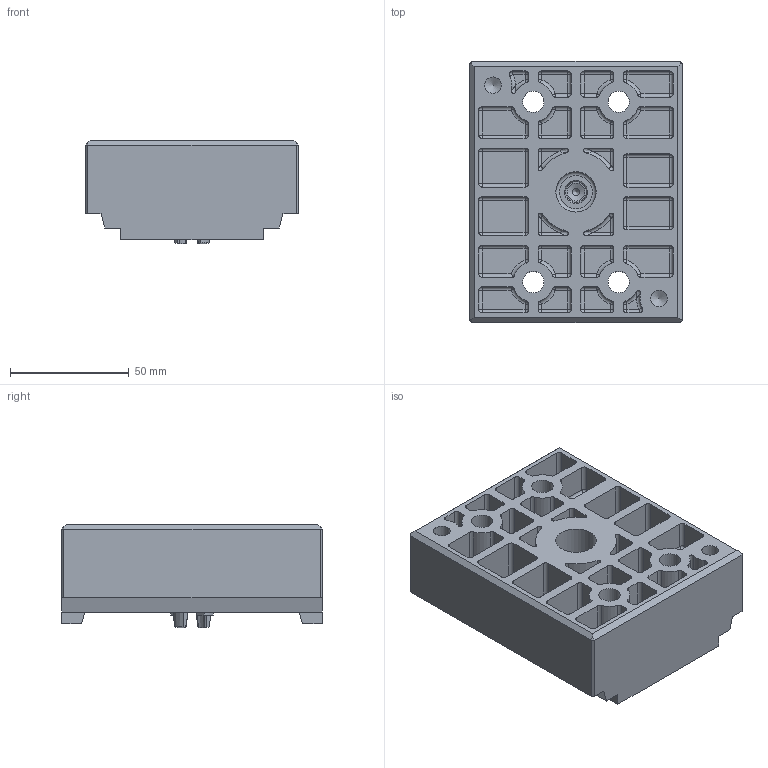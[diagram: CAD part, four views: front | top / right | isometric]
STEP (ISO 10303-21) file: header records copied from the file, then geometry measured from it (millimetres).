
FILE_DESCRIPTION(('STEP AP214'),'1');
FILE_NAME('Stock Cavity AM.stp','2016-09-22T09:39:10',(' '),(' '),'Spatial InterOp 3D',' ',' ');
FILE_SCHEMA(('automotive_design'));
Length unit declared in the file: millimetre
Products named in the file (1): Stock Cavity AM (derived)
Bounding box: 90 x 110 x 43.63 mm (x, y, z)
Volume: 240557.3 mm3; surface area: 76104.7 mm2
Topology: 1 solids, 2 shells, 805 faces, 1967 edges, 1083 vertices
Faces by surface type: cylinder 309, plane 233, sphere 107, torus 74, bspline 49, cone 33
Full cylindrical faces by diameter (mm): 5 x2, 7 x2, 9 x5, 10.445 x2, 14 x4, 17 x1
Entity records: 58216 total; most frequent: CARTESIAN_POINT 33888, DIRECTION 3940, ORIENTED_EDGE 3586, EDGE_CURVE 1793, AXIS2_PLACEMENT_3D 1564, VERTEX_POINT 1064, EDGE_LOOP 882, FACE_OUTER_BOUND 825
